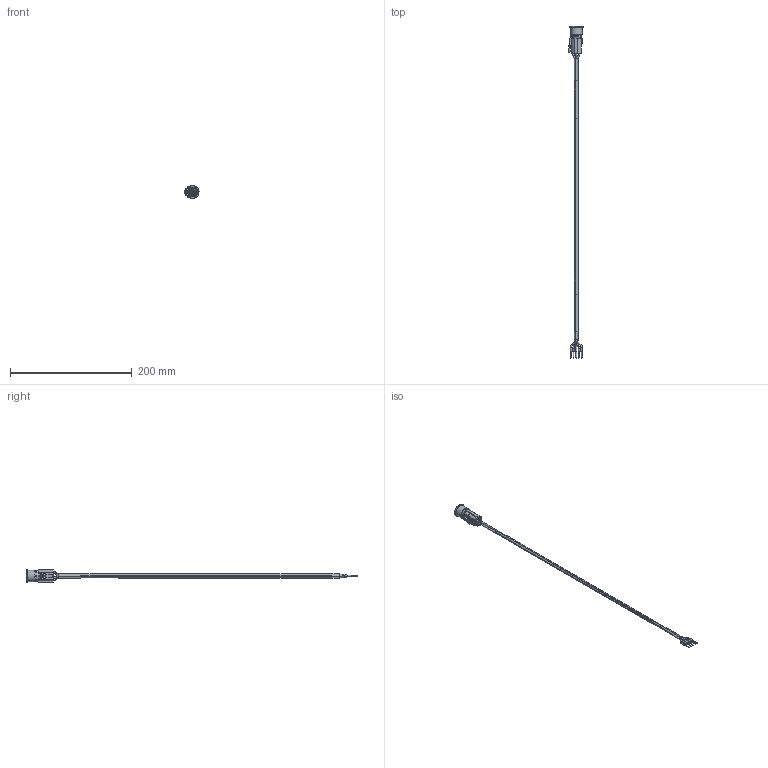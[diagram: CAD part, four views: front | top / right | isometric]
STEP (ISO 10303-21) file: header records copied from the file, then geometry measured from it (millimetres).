
FILE_DESCRIPTION(/* description */ (''),/* implementation_level */ '2;1');
FILE_NAME(/* name */ '100107008_Shrinkwrap_1.stp',/* time_stamp */ '2023-02-15T13:46:30-06:00',/* author */ ('jmeyers'),/* organization */ (''),/* preprocessor_version */ 'ST-DEVELOPER v18.1',/* originating_system */ 'Autodesk Inventor 2020',/* authorisation */ '');
FILE_SCHEMA (('AUTOMOTIVE_DESIGN { 1 0 10303 214 3 1 1 }'));
Length unit declared in the file: millimetre
Products named in the file (1): 100107008_Shrinkwrap_1
Bounding box: 23 x 545 x 22 mm (x, y, z)
Volume: 19652.1 mm3; surface area: 36387.3 mm2
Topology: 1 solids, 1 shells, 551 faces, 1571 edges, 1025 vertices
Faces by surface type: plane 380, cylinder 99, bspline 46, torus 24, cone 2
Full cylindrical faces by diameter (mm): 1.1 x5, 2.2 x20, 13.3 x1, 14.7 x1, 15.5 x1, 17.5 x1, 17.6 x1, 19 x1, 22 x1
Entity records: 18463 total; most frequent: CARTESIAN_POINT 4003, ORIENTED_EDGE 3142, DIRECTION 2806, EDGE_CURVE 1571, LINE 1122, VECTOR 1122, VERTEX_POINT 1025, AXIS2_PLACEMENT_3D 842
